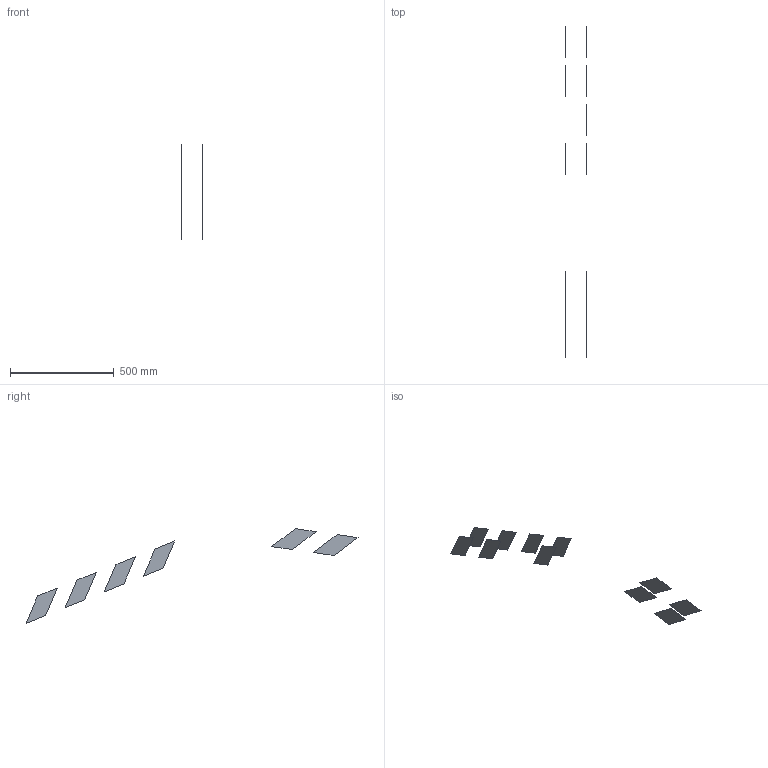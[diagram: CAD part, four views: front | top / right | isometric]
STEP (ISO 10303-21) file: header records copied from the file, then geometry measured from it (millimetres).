
FILE_DESCRIPTION( ( '' ), ' ' );
FILE_NAME( '5dad65fce3b2ec158d19aa1f.step', '2019-10-21T08:02:04', ( '' ), ( '' ), ' ', ' ', ' ' );
FILE_SCHEMA( ( 'AUTOMOTIVE_DESIGN { 1 0 10303 214 1 1 1 1 }' ) );
Length unit declared in the file: metre
Products named in the file (11): Part 20; Part 19; Part 21; Part 34; Part 33; Part 28; Part 29; Part 12; Part 13; Part 10; Part 11
Bounding box: 104.14 x 1600.53 x 456.29 mm (x, y, z)
Volume: 144206.2 mm3; surface area: 233949.6 mm2
Topology: 11 solids, 11 shells, 66 faces, 132 edges, 88 vertices
Faces by surface type: plane 66
Entity records: 2320 total; most frequent: CARTESIAN_POINT 297, DIRECTION 286, ORIENTED_EDGE 264, EDGE_CURVE 132, LINE 132, VECTOR 132, VERTEX_POINT 88, AXIS2_PLACEMENT_3D 77
